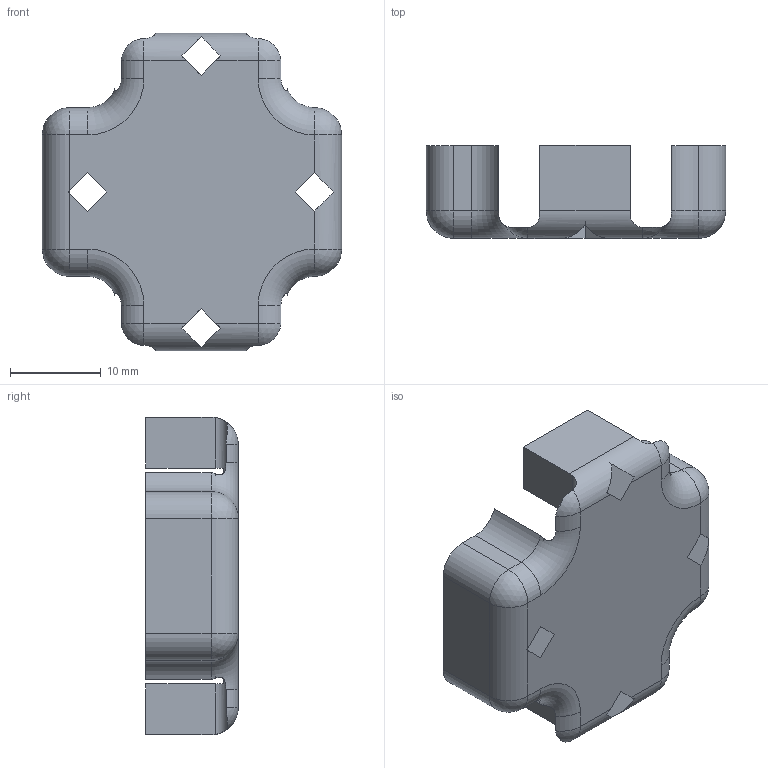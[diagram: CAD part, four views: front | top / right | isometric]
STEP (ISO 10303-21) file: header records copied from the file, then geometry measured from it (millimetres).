
FILE_DESCRIPTION(/* description */ (''),/* implementation_level */ '2;1');
FILE_NAME(/* name */ 'PowerSupply_Cover.step',/* time_stamp */ '2025-07-01T16:01:00-06:00',/* author */ (''),/* organization */ (''),/* preprocessor_version */ 'ST-DEVELOPER v20.1',/* originating_system */ 'Autodesk Translation Framework v14.10.0.0',/* authorisation */ '');
FILE_SCHEMA (('AUTOMOTIVE_DESIGN { 1 0 10303 214 3 1 1 }'));
Length unit declared in the file: millimetre
Products named in the file (1): Joserra_Case
Bounding box: 33 x 10.2 x 35 mm (x, y, z)
Volume: 3994.6 mm3; surface area: 3704.2 mm2
Topology: 1 solids, 1 shells, 72 faces, 198 edges, 124 vertices
Faces by surface type: plane 38, cylinder 22, sphere 8, torus 4
Entity records: 2455 total; most frequent: CARTESIAN_POINT 547, ORIENTED_EDGE 396, DIRECTION 394, EDGE_CURVE 198, AXIS2_PLACEMENT_3D 139, VERTEX_POINT 124, LINE 116, VECTOR 116
